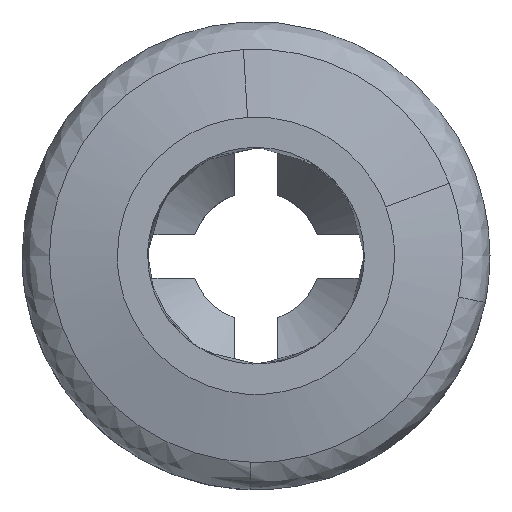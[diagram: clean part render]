
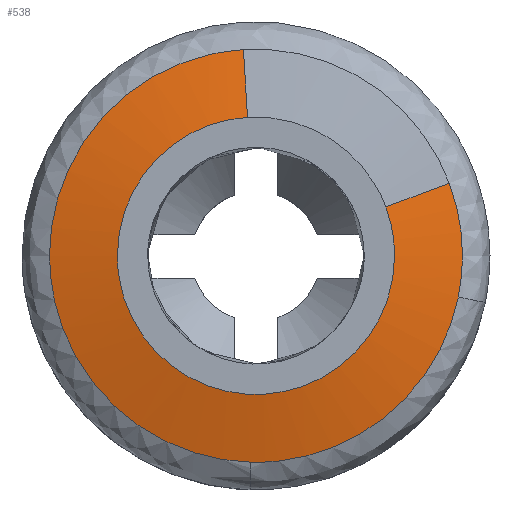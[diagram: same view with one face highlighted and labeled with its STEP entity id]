
A CAD part, top view. The second image highlights one B-rep face of the part: STEP entity #538.
In plain terms, the highlighted free-form (B-spline) face has degree [2, 1] with [9, 2] control points.
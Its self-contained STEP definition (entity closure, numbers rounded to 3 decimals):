
#372=CARTESIAN_POINT('',(2.959,1.111,0.009));
#373=CARTESIAN_POINT('',(3.126,0.667,0.009));
#374=CARTESIAN_POINT('',(3.155,0.193,0.009));
#375=CARTESIAN_POINT('',(3.348,-2.962,0.009));
#376=CARTESIAN_POINT('',(0.193,-3.155,0.009));
#377=CARTESIAN_POINT('',(-2.962,-3.348,0.009));
#378=CARTESIAN_POINT('',(-3.155,-0.193,0.009));
#379=CARTESIAN_POINT('',(-3.348,2.962,0.009));
#380=CARTESIAN_POINT('',(-0.193,3.155,0.009));
#381=CARTESIAN_POINT('',(4.498,1.69,-0.365));
#382=CARTESIAN_POINT('',(4.752,1.014,-0.365));
#383=CARTESIAN_POINT('',(4.796,0.293,-0.365));
#384=CARTESIAN_POINT('',(5.089,-4.503,-0.365));
#385=CARTESIAN_POINT('',(0.293,-4.796,-0.365));
#386=CARTESIAN_POINT('',(-4.503,-5.089,-0.365));
#387=CARTESIAN_POINT('',(-4.796,-0.293,-0.365));
#388=CARTESIAN_POINT('',(-5.089,4.503,-0.365));
#389=CARTESIAN_POINT('',(-0.293,4.796,-0.365));
#397=(BOUNDED_SURFACE()B_SPLINE_SURFACE(2,1,((#372,#381),(#373,#382),(#374,#383),(#375,#384),(#376,#385),(#377,#386),(#378,#387),(#379,#388),(#380,#389)),.UNSPECIFIED.,.F.,.F.,.U.)B_SPLINE_SURFACE_WITH_KNOTS((3,2,2,2,3),(2,2),(0.0,1.592,9.554,17.515,25.476),(0.0,1.0),.UNSPECIFIED.)GEOMETRIC_REPRESENTATION_ITEM()RATIONAL_B_SPLINE_SURFACE(((0.906,0.906),(0.941,0.941),(1.0,1.0),(0.707,0.707),(1.0,1.0),(0.707,0.707),(1.0,1.0),(0.707,0.707),(1.0,1.0)))REPRESENTATION_ITEM('')SURFACE());
#398=CARTESIAN_POINT('',(2.996,1.125,0.));
#399=VERTEX_POINT('',#398);
#400=CARTESIAN_POINT('',(3.2,0.0,0.0));
#401=VERTEX_POINT('',#400);
#402=CARTESIAN_POINT('',(2.996,1.125,0.));
#403=CARTESIAN_POINT('',(3.2,0.581,0.0));
#404=CARTESIAN_POINT('',(3.2,0.0,0.0));
#412=(BOUNDED_CURVE()B_SPLINE_CURVE(2,(#402,#403,#404),.UNSPECIFIED.,.F.,.U.)B_SPLINE_CURVE_WITH_KNOTS((3,3),(0.44,0.5),.UNSPECIFIED.)CURVE()GEOMETRIC_REPRESENTATION_ITEM()RATIONAL_B_SPLINE_CURVE((0.893,0.93,1.0))REPRESENTATION_ITEM(''));
#413=EDGE_CURVE('',#399,#401,#412,.T.);
#414=ORIENTED_EDGE('',*,*,#413,.T.);
#415=CARTESIAN_POINT('',(-3.2,0.0,0.0));
#416=VERTEX_POINT('',#415);
#417=CARTESIAN_POINT('',(3.2,0.0,0.0));
#418=CARTESIAN_POINT('',(3.2,-3.2,0.0));
#419=CARTESIAN_POINT('',(0.0,-3.2,0.0));
#420=CARTESIAN_POINT('',(-3.2,-3.2,0.0));
#421=CARTESIAN_POINT('',(-3.2,0.0,0.0));
#429=(BOUNDED_CURVE()B_SPLINE_CURVE(2,(#417,#418,#419,#420,#421),.UNSPECIFIED.,.F.,.U.)B_SPLINE_CURVE_WITH_KNOTS((3,2,3),(0.5,0.75,1.0),.UNSPECIFIED.)CURVE()GEOMETRIC_REPRESENTATION_ITEM()RATIONAL_B_SPLINE_CURVE((1.0,0.707,1.0,0.707,1.0))REPRESENTATION_ITEM(''));
#430=EDGE_CURVE('',#401,#416,#429,.T.);
#431=ORIENTED_EDGE('',*,*,#430,.T.);
#432=CARTESIAN_POINT('',(-0.195,3.194,0.));
#433=VERTEX_POINT('',#432);
#434=CARTESIAN_POINT('',(-3.2,0.0,0.0));
#435=CARTESIAN_POINT('',(-3.2,3.01,0.0));
#436=CARTESIAN_POINT('',(-0.195,3.194,0.));
#444=(BOUNDED_CURVE()B_SPLINE_CURVE(2,(#434,#435,#436),.UNSPECIFIED.,.F.,.U.)B_SPLINE_CURVE_WITH_KNOTS((3,3),(0.0,0.239),.UNSPECIFIED.)CURVE()GEOMETRIC_REPRESENTATION_ITEM()RATIONAL_B_SPLINE_CURVE((1.0,0.72,0.976))REPRESENTATION_ITEM(''));
#445=EDGE_CURVE('',#416,#433,#444,.T.);
#446=ORIENTED_EDGE('',*,*,#445,.T.);
#447=CARTESIAN_POINT('',(-0.291,4.756,-0.356));
#448=VERTEX_POINT('',#447);
#449=CARTESIAN_POINT('',(-0.195,3.194,0.));
#450=CARTESIAN_POINT('',(-0.291,4.756,-0.356));
#451=QUASI_UNIFORM_CURVE('',1,(#449,#450),.UNSPECIFIED.,.F.,.U.);
#452=EDGE_CURVE('',#433,#448,#451,.T.);
#453=ORIENTED_EDGE('',*,*,#452,.T.);
#454=CARTESIAN_POINT('',(-4.765,0.0,-0.356));
#455=VERTEX_POINT('',#454);
#456=CARTESIAN_POINT('',(-4.765,0.0,-0.356));
#457=CARTESIAN_POINT('',(-4.765,4.482,-0.356));
#458=CARTESIAN_POINT('',(-0.291,4.756,-0.356));
#466=(BOUNDED_CURVE()B_SPLINE_CURVE(2,(#456,#457,#458),.UNSPECIFIED.,.F.,.U.)B_SPLINE_CURVE_WITH_KNOTS((3,3),(0.0,0.239),.UNSPECIFIED.)CURVE()GEOMETRIC_REPRESENTATION_ITEM()RATIONAL_B_SPLINE_CURVE((1.0,0.72,0.976))REPRESENTATION_ITEM(''));
#467=EDGE_CURVE('',#455,#448,#466,.T.);
#468=ORIENTED_EDGE('',*,*,#467,.F.);
#469=CARTESIAN_POINT('',(-0.122,-4.763,-0.356));
#470=VERTEX_POINT('',#469);
#471=CARTESIAN_POINT('',(-0.122,-4.763,-0.356));
#472=CARTESIAN_POINT('',(-4.765,-4.644,-0.356));
#473=CARTESIAN_POINT('',(-4.765,0.0,-0.356));
#481=(BOUNDED_CURVE()B_SPLINE_CURVE(2,(#471,#472,#473),.UNSPECIFIED.,.F.,.U.)B_SPLINE_CURVE_WITH_KNOTS((3,3),(0.755,1.0),.UNSPECIFIED.)CURVE()GEOMETRIC_REPRESENTATION_ITEM()RATIONAL_B_SPLINE_CURVE((0.99,0.712,1.0))REPRESENTATION_ITEM(''));
#482=EDGE_CURVE('',#470,#455,#481,.T.);
#483=ORIENTED_EDGE('',*,*,#482,.F.);
#484=CARTESIAN_POINT('',(4.669,-0.952,-0.356));
#485=VERTEX_POINT('',#484);
#486=CARTESIAN_POINT('',(4.669,-0.952,-0.356));
#487=CARTESIAN_POINT('',(3.892,-4.765,-0.356));
#488=CARTESIAN_POINT('',(0.0,-4.765,-0.356));
#489=CARTESIAN_POINT('',(-0.061,-4.765,-0.356));
#490=CARTESIAN_POINT('',(-0.122,-4.763,-0.356));
#498=(BOUNDED_CURVE()B_SPLINE_CURVE(2,(#486,#487,#488,#489,#490),.UNSPECIFIED.,.F.,.U.)B_SPLINE_CURVE_WITH_KNOTS((3,2,3),(0.534,0.75,0.755),.UNSPECIFIED.)CURVE()GEOMETRIC_REPRESENTATION_ITEM()RATIONAL_B_SPLINE_CURVE((0.931,0.747,1.0,0.995,0.99))REPRESENTATION_ITEM(''));
#499=EDGE_CURVE('',#485,#470,#498,.T.);
#500=ORIENTED_EDGE('',*,*,#499,.F.);
#501=CARTESIAN_POINT('',(4.765,0.0,-0.356));
#502=VERTEX_POINT('',#501);
#503=CARTESIAN_POINT('',(4.765,0.0,-0.356));
#504=CARTESIAN_POINT('',(4.765,-0.481,-0.356));
#505=CARTESIAN_POINT('',(4.669,-0.952,-0.356));
#513=(BOUNDED_CURVE()B_SPLINE_CURVE(2,(#503,#504,#505),.UNSPECIFIED.,.F.,.U.)B_SPLINE_CURVE_WITH_KNOTS((3,3),(0.5,0.534),.UNSPECIFIED.)CURVE()GEOMETRIC_REPRESENTATION_ITEM()RATIONAL_B_SPLINE_CURVE((1.0,0.96,0.931))REPRESENTATION_ITEM(''));
#514=EDGE_CURVE('',#502,#485,#513,.T.);
#515=ORIENTED_EDGE('',*,*,#514,.F.);
#516=CARTESIAN_POINT('',(4.461,1.675,-0.356));
#517=VERTEX_POINT('',#516);
#518=CARTESIAN_POINT('',(4.461,1.675,-0.356));
#519=CARTESIAN_POINT('',(4.765,0.865,-0.356));
#520=CARTESIAN_POINT('',(4.765,0.0,-0.356));
#528=(BOUNDED_CURVE()B_SPLINE_CURVE(2,(#518,#519,#520),.UNSPECIFIED.,.F.,.U.)B_SPLINE_CURVE_WITH_KNOTS((3,3),(0.44,0.5),.UNSPECIFIED.)CURVE()GEOMETRIC_REPRESENTATION_ITEM()RATIONAL_B_SPLINE_CURVE((0.893,0.93,1.0))REPRESENTATION_ITEM(''));
#529=EDGE_CURVE('',#517,#502,#528,.T.);
#530=ORIENTED_EDGE('',*,*,#529,.F.);
#531=CARTESIAN_POINT('',(2.996,1.125,0.));
#532=CARTESIAN_POINT('',(4.461,1.675,-0.356));
#533=QUASI_UNIFORM_CURVE('',1,(#531,#532),.UNSPECIFIED.,.F.,.U.);
#534=EDGE_CURVE('',#399,#517,#533,.T.);
#535=ORIENTED_EDGE('',*,*,#534,.F.);
#536=EDGE_LOOP('',(#414,#431,#446,#453,#468,#483,#500,#515,#530,#535));
#537=FACE_OUTER_BOUND('',#536,.T.);
#538=ADVANCED_FACE('',(#537),#397,.T.);
